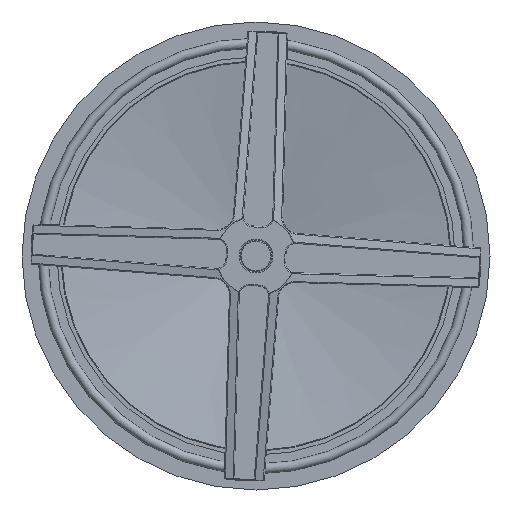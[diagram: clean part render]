
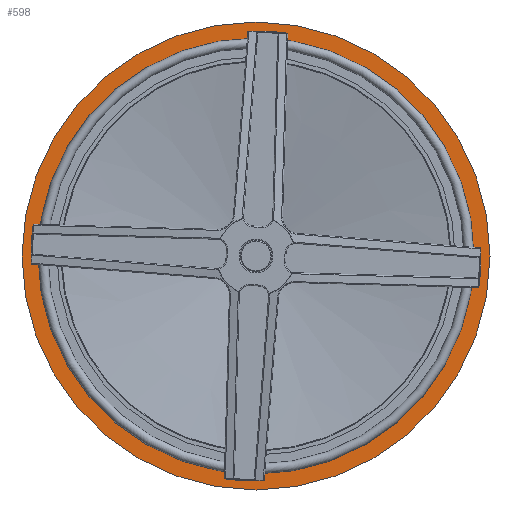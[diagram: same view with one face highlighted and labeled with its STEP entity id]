
A CAD part, front view. The second image highlights one B-rep face of the part: STEP entity #598.
In plain terms, the highlighted planar face has unit normal (0, -1, 0).
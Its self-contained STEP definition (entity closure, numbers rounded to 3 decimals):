
#111 = CIRCLE ( 'NONE', #1805, 117.5 ) ;
#555 = CARTESIAN_POINT ( 'NONE',  ( 0., 33.932, -117.5 ) ) ;
#598 = ADVANCED_FACE ( 'NONE', ( #1720, #1535 ), #4092, .T. ) ;
#727 = CARTESIAN_POINT ( 'NONE',  ( 0., 33.932, 0. ) ) ;
#1105 = CARTESIAN_POINT ( 'NONE',  ( 0., 33.932, -109.5 ) ) ;
#1188 = DIRECTION ( 'NONE',  ( 0., -1., 0. ) ) ;
#1297 = DIRECTION ( 'NONE',  ( 0., 0., -1. ) ) ;
#1535 = FACE_BOUND ( 'NONE', #3714, .T. ) ;
#1720 = FACE_OUTER_BOUND ( 'NONE', #3308, .T. ) ;
#1738 = VERTEX_POINT ( 'NONE', #1105 ) ;
#1805 = AXIS2_PLACEMENT_3D ( 'NONE', #727, #4696, #1297 ) ;
#2078 = CIRCLE ( 'NONE', #4570, 109.5 ) ;
#3308 = EDGE_LOOP ( 'NONE', ( #5840 ) ) ;
#3684 = EDGE_CURVE ( 'NONE', #4767, #4767, #111, .T. ) ;
#3714 = EDGE_LOOP ( 'NONE', ( #6504 ) ) ;
#4092 = PLANE ( 'NONE',  #5626 ) ;
#4359 = EDGE_CURVE ( 'NONE', #1738, #1738, #2078, .T. ) ;
#4570 = AXIS2_PLACEMENT_3D ( 'NONE', #4585, #1188, #5178 ) ;
#4585 = CARTESIAN_POINT ( 'NONE',  ( 0., 33.932, 0. ) ) ;
#4689 = DIRECTION ( 'NONE',  ( 0., 0., -1. ) ) ;
#4696 = DIRECTION ( 'NONE',  ( 0., -1., 0. ) ) ;
#4767 = VERTEX_POINT ( 'NONE', #555 ) ;
#5178 = DIRECTION ( 'NONE',  ( 0., 0., -1. ) ) ;
#5251 = DIRECTION ( 'NONE',  ( 0., -1., 0. ) ) ;
#5626 = AXIS2_PLACEMENT_3D ( 'NONE', #6947, #5251, #4689 ) ;
#5840 = ORIENTED_EDGE ( 'NONE', *, *, #3684, .T. ) ;
#6504 = ORIENTED_EDGE ( 'NONE', *, *, #4359, .F. ) ;
#6947 = CARTESIAN_POINT ( 'NONE',  ( 63., 33.932, 0. ) ) ;
